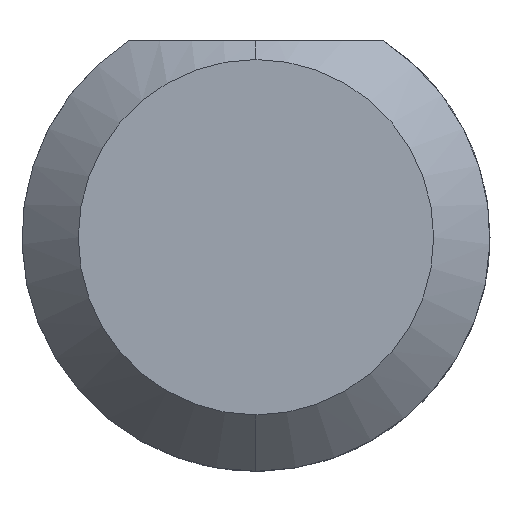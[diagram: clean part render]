
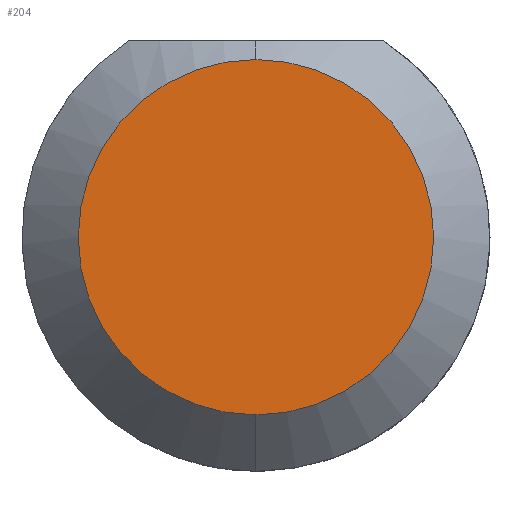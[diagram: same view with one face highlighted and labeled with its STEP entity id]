
A CAD part, left-side view. The second image highlights one B-rep face of the part: STEP entity #204.
In plain terms, the highlighted planar face has unit normal (-1, 0, 0).
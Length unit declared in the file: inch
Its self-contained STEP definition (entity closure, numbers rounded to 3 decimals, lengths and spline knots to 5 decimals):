
#69 = DIRECTION ( 'NONE',  ( 0., 0., -1. ) ) ;
#81 = PLANE ( 'NONE',  #83 ) ;
#83 = AXIS2_PLACEMENT_3D ( 'NONE', #460, #687, #69 ) ;
#87 = VERTEX_POINT ( 'NONE', #520 ) ;
#100 = CIRCLE ( 'NONE', #326, 0.04735 ) ;
#125 = CARTESIAN_POINT ( 'NONE',  ( 0., 0., 0.04735 ) ) ;
#132 = CARTESIAN_POINT ( 'NONE',  ( 0., 0., 0. ) ) ;
#187 = DIRECTION ( 'NONE',  ( -1., 0., 0. ) ) ;
#201 = ORIENTED_EDGE ( 'NONE', *, *, #617, .T. ) ;
#204 = ADVANCED_FACE ( 'NONE', ( #626 ), #81, .F. ) ;
#326 = AXIS2_PLACEMENT_3D ( 'NONE', #132, #673, #680 ) ;
#355 = ORIENTED_EDGE ( 'NONE', *, *, #569, .T. ) ;
#460 = CARTESIAN_POINT ( 'NONE',  ( 0., 0., 0. ) ) ;
#468 = AXIS2_PLACEMENT_3D ( 'NONE', #521, #187, #625 ) ;
#486 = CIRCLE ( 'NONE', #468, 0.04735 ) ;
#514 = VERTEX_POINT ( 'NONE', #125 ) ;
#520 = CARTESIAN_POINT ( 'NONE',  ( 0., 0., -0.04735 ) ) ;
#521 = CARTESIAN_POINT ( 'NONE',  ( 0., 0., 0. ) ) ;
#569 = EDGE_CURVE ( 'NONE', #514, #87, #100, .T. ) ;
#610 = EDGE_LOOP ( 'NONE', ( #201, #355 ) ) ;
#617 = EDGE_CURVE ( 'NONE', #87, #514, #486, .T. ) ;
#625 = DIRECTION ( 'NONE',  ( 0., 0., 1. ) ) ;
#626 = FACE_OUTER_BOUND ( 'NONE', #610, .T. ) ;
#673 = DIRECTION ( 'NONE',  ( -1., 0., 0. ) ) ;
#680 = DIRECTION ( 'NONE',  ( 0., 0., 1. ) ) ;
#687 = DIRECTION ( 'NONE',  ( 1., 0., 0. ) ) ;
